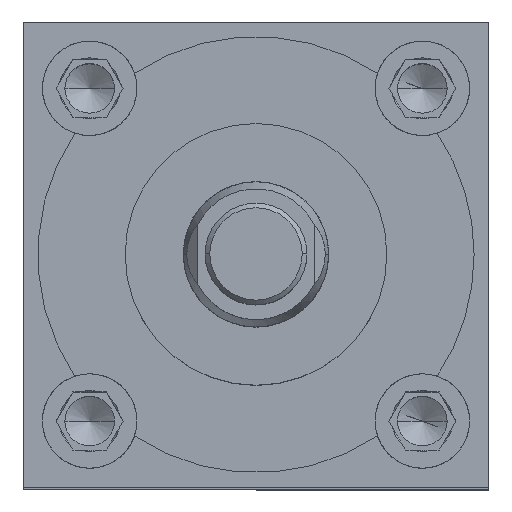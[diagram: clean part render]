
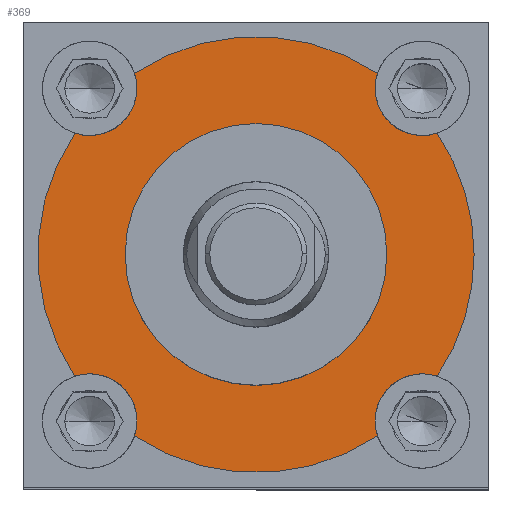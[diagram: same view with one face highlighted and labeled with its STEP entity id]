
A CAD part, top view. The second image highlights one B-rep face of the part: STEP entity #369.
In plain terms, the highlighted planar face has unit normal (0, 0, 1).
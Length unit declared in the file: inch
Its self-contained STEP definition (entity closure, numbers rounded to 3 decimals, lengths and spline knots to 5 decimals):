
#17 = CARTESIAN_POINT ( 'NONE',  ( 0., 0., 6.62 ) ) ;
#50 = CIRCLE ( 'NONE', #3693, 0.9375 ) ;
#168 = ORIENTED_EDGE ( 'NONE', *, *, #4561, .F. ) ;
#174 = CARTESIAN_POINT ( 'NONE',  ( -0.512, 0.715, 6.62 ) ) ;
#240 = VERTEX_POINT ( 'NONE', #3582 ) ;
#247 = AXIS2_PLACEMENT_3D ( 'NONE', #1364, #893, #5273 ) ;
#255 = CIRCLE ( 'NONE', #5544, 0.9375 ) ;
#293 = CARTESIAN_POINT ( 'NONE',  ( 0.77859, -0.52222, 6.62 ) ) ;
#369 = ADVANCED_FACE ( 'NONE', ( #5727, #2790 ), #4771, .T. ) ;
#381 = DIRECTION ( 'NONE',  ( 1., 0., 0. ) ) ;
#397 = CARTESIAN_POINT ( 'NONE',  ( 0.9375, 0., 6.62 ) ) ;
#482 = DIRECTION ( 'NONE',  ( 0., 0., 1. ) ) ;
#494 = ORIENTED_EDGE ( 'NONE', *, *, #4433, .F. ) ;
#519 = VERTEX_POINT ( 'NONE', #2566 ) ;
#525 = VERTEX_POINT ( 'NONE', #5500 ) ;
#560 = CIRCLE ( 'NONE', #6150, 0.203 ) ;
#604 = DIRECTION ( 'NONE',  ( 0., 0., 1. ) ) ;
#671 = DIRECTION ( 'NONE',  ( 1., 0., 0. ) ) ;
#700 = ORIENTED_EDGE ( 'NONE', *, *, #5651, .T. ) ;
#752 = VERTEX_POINT ( 'NONE', #2982 ) ;
#860 = DIRECTION ( 'NONE',  ( 0., 0., 1. ) ) ;
#893 = DIRECTION ( 'NONE',  ( 0., 0., 1. ) ) ;
#958 = CARTESIAN_POINT ( 'NONE',  ( 0., 0., 6.62 ) ) ;
#1088 = CARTESIAN_POINT ( 'NONE',  ( -0.77859, -0.52222, 6.62 ) ) ;
#1264 = VERTEX_POINT ( 'NONE', #3850 ) ;
#1298 = ORIENTED_EDGE ( 'NONE', *, *, #2686, .T. ) ;
#1302 = DIRECTION ( 'NONE',  ( 1., 0., 0. ) ) ;
#1364 = CARTESIAN_POINT ( 'NONE',  ( 0., 0., 6.62 ) ) ;
#1388 = DIRECTION ( 'NONE',  ( 1., 0., 0. ) ) ;
#1441 = CARTESIAN_POINT ( 'NONE',  ( 0.715, -0.715, 6.62 ) ) ;
#1522 = DIRECTION ( 'NONE',  ( 0., 0., 1. ) ) ;
#1550 = CARTESIAN_POINT ( 'NONE',  ( -0.715, 0.715, 6.62 ) ) ;
#1551 = VERTEX_POINT ( 'NONE', #2699 ) ;
#1576 = AXIS2_PLACEMENT_3D ( 'NONE', #2631, #4611, #4740 ) ;
#1579 = CIRCLE ( 'NONE', #6040, 0.203 ) ;
#1703 = CIRCLE ( 'NONE', #3079, 0.9375 ) ;
#1774 = EDGE_CURVE ( 'NONE', #2867, #5768, #6264, .T. ) ;
#1898 = AXIS2_PLACEMENT_3D ( 'NONE', #2184, #3168, #2281 ) ;
#1933 = CARTESIAN_POINT ( 'NONE',  ( 0.715, 0.715, 6.62 ) ) ;
#1944 = EDGE_CURVE ( 'NONE', #2516, #2080, #1703, .T. ) ;
#1954 = AXIS2_PLACEMENT_3D ( 'NONE', #4180, #3593, #5110 ) ;
#1963 = DIRECTION ( 'NONE',  ( 0., 0., 1. ) ) ;
#1993 = DIRECTION ( 'NONE',  ( 0., 0., 1. ) ) ;
#2009 = CIRCLE ( 'NONE', #5839, 0.203 ) ;
#2065 = CIRCLE ( 'NONE', #1954, 0.9375 ) ;
#2080 = VERTEX_POINT ( 'NONE', #2785 ) ;
#2093 = DIRECTION ( 'NONE',  ( 1., 0., 0. ) ) ;
#2184 = CARTESIAN_POINT ( 'NONE',  ( -0.715, -0.715, 6.62 ) ) ;
#2196 = EDGE_CURVE ( 'NONE', #5169, #519, #50, .T. ) ;
#2270 = CARTESIAN_POINT ( 'NONE',  ( -0.5625, 0., 6.62 ) ) ;
#2281 = DIRECTION ( 'NONE',  ( 1., 0., 0. ) ) ;
#2292 = EDGE_CURVE ( 'NONE', #1264, #3973, #3698, .T. ) ;
#2304 = DIRECTION ( 'NONE',  ( 0., 0., 1. ) ) ;
#2324 = DIRECTION ( 'NONE',  ( 0., 0., 1. ) ) ;
#2447 = ORIENTED_EDGE ( 'NONE', *, *, #4589, .F. ) ;
#2516 = VERTEX_POINT ( 'NONE', #397 ) ;
#2536 = AXIS2_PLACEMENT_3D ( 'NONE', #3799, #860, #4833 ) ;
#2566 = CARTESIAN_POINT ( 'NONE',  ( 0.52222, -0.77859, 6.62 ) ) ;
#2631 = CARTESIAN_POINT ( 'NONE',  ( 0.715, 0.715, 6.62 ) ) ;
#2662 = AXIS2_PLACEMENT_3D ( 'NONE', #3432, #4918, #1388 ) ;
#2674 = ORIENTED_EDGE ( 'NONE', *, *, #4438, .F. ) ;
#2686 = EDGE_CURVE ( 'NONE', #1264, #3064, #2065, .T. ) ;
#2699 = CARTESIAN_POINT ( 'NONE',  ( 0.512, 0.715, 6.62 ) ) ;
#2725 = ORIENTED_EDGE ( 'NONE', *, *, #2292, .F. ) ;
#2740 = AXIS2_PLACEMENT_3D ( 'NONE', #958, #482, #3573 ) ;
#2785 = CARTESIAN_POINT ( 'NONE',  ( 0.77859, 0.52222, 6.62 ) ) ;
#2790 = FACE_BOUND ( 'NONE', #5948, .T. ) ;
#2807 = CARTESIAN_POINT ( 'NONE',  ( 0.52222, 0.77859, 6.62 ) ) ;
#2823 = CARTESIAN_POINT ( 'NONE',  ( 0., 0., 6.62 ) ) ;
#2867 = VERTEX_POINT ( 'NONE', #293 ) ;
#2982 = CARTESIAN_POINT ( 'NONE',  ( -0.52222, 0.77859, 6.62 ) ) ;
#2991 = AXIS2_PLACEMENT_3D ( 'NONE', #2823, #2304, #5305 ) ;
#3016 = DIRECTION ( 'NONE',  ( 1., 0., 0. ) ) ;
#3064 = VERTEX_POINT ( 'NONE', #1088 ) ;
#3079 = AXIS2_PLACEMENT_3D ( 'NONE', #17, #1993, #5499 ) ;
#3151 = CARTESIAN_POINT ( 'NONE',  ( -0.715, -0.715, 6.62 ) ) ;
#3168 = DIRECTION ( 'NONE',  ( 0., 0., 1. ) ) ;
#3301 = ORIENTED_EDGE ( 'NONE', *, *, #4716, .F. ) ;
#3389 = ORIENTED_EDGE ( 'NONE', *, *, #3969, .F. ) ;
#3432 = CARTESIAN_POINT ( 'NONE',  ( -0.715, 0.715, 6.62 ) ) ;
#3457 = VERTEX_POINT ( 'NONE', #2807 ) ;
#3474 = CIRCLE ( 'NONE', #1898, 0.203 ) ;
#3567 = EDGE_CURVE ( 'NONE', #3973, #752, #6065, .T. ) ;
#3573 = DIRECTION ( 'NONE',  ( 1., 0., 0. ) ) ;
#3582 = CARTESIAN_POINT ( 'NONE',  ( -0.512, -0.715, 6.62 ) ) ;
#3593 = DIRECTION ( 'NONE',  ( 0., 0., 1. ) ) ;
#3646 = EDGE_LOOP ( 'NONE', ( #6228, #700, #6221, #2447, #5460, #5545, #4174, #2725, #1298, #3301, #3389, #3749, #2674 ) ) ;
#3693 = AXIS2_PLACEMENT_3D ( 'NONE', #5517, #1522, #5456 ) ;
#3698 = CIRCLE ( 'NONE', #5146, 0.203 ) ;
#3749 = ORIENTED_EDGE ( 'NONE', *, *, #2196, .T. ) ;
#3785 = CARTESIAN_POINT ( 'NONE',  ( 0., 0., 6.62 ) ) ;
#3799 = CARTESIAN_POINT ( 'NONE',  ( 0., 0., 6.62 ) ) ;
#3850 = CARTESIAN_POINT ( 'NONE',  ( -0.77859, 0.52222, 6.62 ) ) ;
#3969 = EDGE_CURVE ( 'NONE', #5169, #240, #3474, .T. ) ;
#3973 = VERTEX_POINT ( 'NONE', #174 ) ;
#4174 = ORIENTED_EDGE ( 'NONE', *, *, #3567, .F. ) ;
#4180 = CARTESIAN_POINT ( 'NONE',  ( 0., 0., 6.62 ) ) ;
#4198 = CIRCLE ( 'NONE', #2536, 0.5625 ) ;
#4334 = AXIS2_PLACEMENT_3D ( 'NONE', #1441, #5346, #381 ) ;
#4340 = VERTEX_POINT ( 'NONE', #2270 ) ;
#4380 = CARTESIAN_POINT ( 'NONE',  ( 0.715, -0.715, 6.62 ) ) ;
#4433 = EDGE_CURVE ( 'NONE', #525, #4340, #4198, .T. ) ;
#4438 = EDGE_CURVE ( 'NONE', #5768, #519, #560, .T. ) ;
#4524 = CIRCLE ( 'NONE', #247, 0.9375 ) ;
#4561 = EDGE_CURVE ( 'NONE', #4340, #525, #5520, .T. ) ;
#4589 = EDGE_CURVE ( 'NONE', #1551, #2080, #1579, .T. ) ;
#4611 = DIRECTION ( 'NONE',  ( 0., 0., 1. ) ) ;
#4716 = EDGE_CURVE ( 'NONE', #240, #3064, #2009, .T. ) ;
#4740 = DIRECTION ( 'NONE',  ( 1., 0., 0. ) ) ;
#4771 = PLANE ( 'NONE',  #2991 ) ;
#4833 = DIRECTION ( 'NONE',  ( 1., 0., 0. ) ) ;
#4865 = CARTESIAN_POINT ( 'NONE',  ( -0.52222, -0.77859, 6.62 ) ) ;
#4918 = DIRECTION ( 'NONE',  ( 0., 0., 1. ) ) ;
#5110 = DIRECTION ( 'NONE',  ( 1., 0., 0. ) ) ;
#5128 = CIRCLE ( 'NONE', #1576, 0.203 ) ;
#5146 = AXIS2_PLACEMENT_3D ( 'NONE', #1550, #604, #2093 ) ;
#5160 = DIRECTION ( 'NONE',  ( 0., 0., 1. ) ) ;
#5169 = VERTEX_POINT ( 'NONE', #4865 ) ;
#5273 = DIRECTION ( 'NONE',  ( 1., 0., 0. ) ) ;
#5292 = EDGE_CURVE ( 'NONE', #3457, #752, #4524, .T. ) ;
#5305 = DIRECTION ( 'NONE',  ( 1., 0., 0. ) ) ;
#5346 = DIRECTION ( 'NONE',  ( 0., 0., 1. ) ) ;
#5373 = DIRECTION ( 'NONE',  ( 0., 0., 1. ) ) ;
#5456 = DIRECTION ( 'NONE',  ( 1., 0., 0. ) ) ;
#5460 = ORIENTED_EDGE ( 'NONE', *, *, #6401, .F. ) ;
#5499 = DIRECTION ( 'NONE',  ( 1., 0., 0. ) ) ;
#5500 = CARTESIAN_POINT ( 'NONE',  ( 0.5625, 0., 6.62 ) ) ;
#5517 = CARTESIAN_POINT ( 'NONE',  ( 0., 0., 6.62 ) ) ;
#5520 = CIRCLE ( 'NONE', #2740, 0.5625 ) ;
#5544 = AXIS2_PLACEMENT_3D ( 'NONE', #3785, #2324, #5813 ) ;
#5545 = ORIENTED_EDGE ( 'NONE', *, *, #5292, .T. ) ;
#5651 = EDGE_CURVE ( 'NONE', #2867, #2516, #255, .T. ) ;
#5727 = FACE_OUTER_BOUND ( 'NONE', #3646, .T. ) ;
#5768 = VERTEX_POINT ( 'NONE', #5903 ) ;
#5813 = DIRECTION ( 'NONE',  ( 1., 0., 0. ) ) ;
#5839 = AXIS2_PLACEMENT_3D ( 'NONE', #3151, #5160, #671 ) ;
#5903 = CARTESIAN_POINT ( 'NONE',  ( 0.512, -0.715, 6.62 ) ) ;
#5948 = EDGE_LOOP ( 'NONE', ( #168, #494 ) ) ;
#6040 = AXIS2_PLACEMENT_3D ( 'NONE', #1933, #1963, #3016 ) ;
#6065 = CIRCLE ( 'NONE', #2662, 0.203 ) ;
#6150 = AXIS2_PLACEMENT_3D ( 'NONE', #4380, #5373, #1302 ) ;
#6221 = ORIENTED_EDGE ( 'NONE', *, *, #1944, .T. ) ;
#6228 = ORIENTED_EDGE ( 'NONE', *, *, #1774, .F. ) ;
#6264 = CIRCLE ( 'NONE', #4334, 0.203 ) ;
#6401 = EDGE_CURVE ( 'NONE', #3457, #1551, #5128, .T. ) ;
